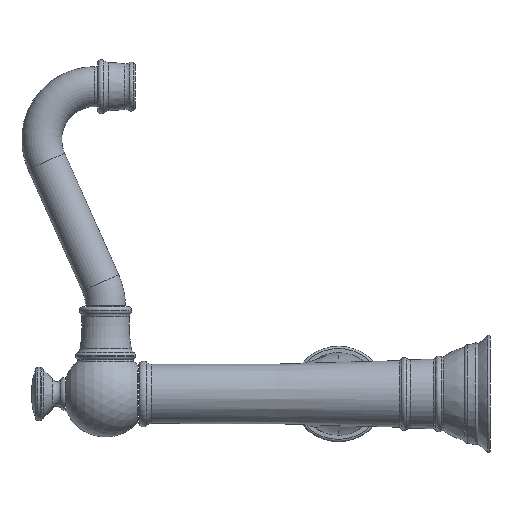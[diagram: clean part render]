
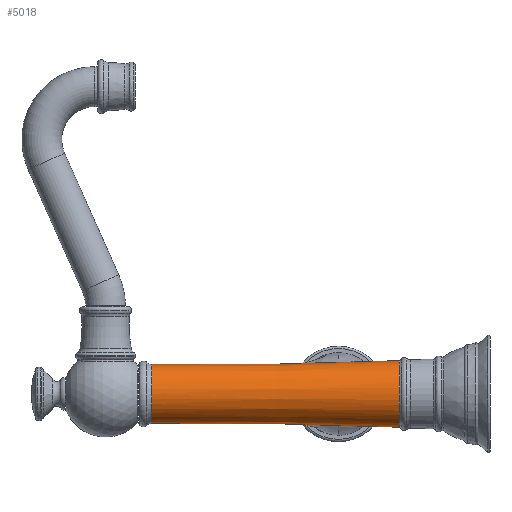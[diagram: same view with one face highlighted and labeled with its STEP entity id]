
A CAD part, left-side view. The second image highlights one B-rep face of the part: STEP entity #5018.
In plain terms, the highlighted face is a revolution surface.
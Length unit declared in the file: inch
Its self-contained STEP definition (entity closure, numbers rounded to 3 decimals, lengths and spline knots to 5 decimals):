
#1496=CARTESIAN_POINT('',(0.,7.37265,0.));
#1497=DIRECTION('',(0.,1.,0.));
#1498=DIRECTION('',(0.,0.,-1.));
#1499=AXIS2_PLACEMENT_3D('',#1496,#1497,#1498);
#1504=CARTESIAN_POINT('',(0.,1.97618,
0.72517));
#1505=CARTESIAN_POINT('',(0.,2.2454,
0.71405));
#1506=CARTESIAN_POINT('',(0.,4.04325,
0.64689));
#1507=CARTESIAN_POINT('',(0.,5.84224,
0.62727));
#1508=CARTESIAN_POINT('',(0.,7.37265,
0.64494));
#1513=CARTESIAN_POINT('',(0.,1.97618,0.));
#1514=DIRECTION('',(0.,-1.,0.));
#1515=DIRECTION('',(0.,0.,1.));
#1516=AXIS2_PLACEMENT_3D('',#1513,#1514,#1515);
#1521=CARTESIAN_POINT('',(0.,1.97618,
-0.72517));
#1522=CARTESIAN_POINT('',(0.,2.2454,
-0.71405));
#1523=CARTESIAN_POINT('',(0.,4.04325,
-0.64689));
#1524=CARTESIAN_POINT('',(0.,5.84224,
-0.62727));
#1525=CARTESIAN_POINT('',(0.,7.37265,
-0.64494));
#2732=CARTESIAN_POINT('',(0.,1.97618,
-0.72517));
#2733=CARTESIAN_POINT('',(0.,1.97618,
0.72517));
#2734=VERTEX_POINT('',#2732);
#2735=VERTEX_POINT('',#2733);
#2771=CARTESIAN_POINT('',(0.,7.37265,
-0.64494));
#2772=CARTESIAN_POINT('',(0.,7.37265,
0.64494));
#2773=VERTEX_POINT('',#2771);
#2774=VERTEX_POINT('',#2772);
#5000=CARTESIAN_POINT('',(0.,7.42662,-0.64558));
#5001=CARTESIAN_POINT('',(0.,5.87821,-0.62688));
#5002=CARTESIAN_POINT('',(0.,4.04972,-0.64635));
#5003=CARTESIAN_POINT('',(0.,2.21592,-0.71515));
#5004=CARTESIAN_POINT('',(0.,1.92873,-0.72714));
#5005=CARTESIAN_POINT('',(0.,1.92225,-0.72741));
#5007=CARTESIAN_POINT('',(0.,8.03565,0.));
#5008=DIRECTION('',(0.,-1.,0.));
#5009=AXIS1_PLACEMENT('',#5007,#5008);
#5010=SURFACE_OF_REVOLUTION('',#5006,#5009);
#5011=ORIENTED_EDGE('',*,*,#4991,.T.);
#5012=ORIENTED_EDGE('',*,*,#4955,.F.);
#5014=ORIENTED_EDGE('',*,*,#5013,.T.);
#5015=ORIENTED_EDGE('',*,*,#4951,.T.);
#5016=EDGE_LOOP('',(#5011,#5012,#5014,#5015));
#5017=FACE_OUTER_BOUND('',#5016,.F.);
#1500=CIRCLE('',#1499,0.64494);
#1509=B_SPLINE_CURVE_WITH_KNOTS('',3,(#1504,#1505,#1506,#1507,#1508),
.UNSPECIFIED.,.F.,.F.,(4,1,4),(0.,0.14976,1.),.UNSPECIFIED.);
#1517=CIRCLE('',#1516,0.72517);
#1526=B_SPLINE_CURVE_WITH_KNOTS('',3,(#1521,#1522,#1523,#1524,#1525),
.UNSPECIFIED.,.F.,.F.,(4,1,4),(0.,0.14976,1.),.UNSPECIFIED.);
#4951=EDGE_CURVE('',#2734,#2773,#1526,.T.);
#4955=EDGE_CURVE('',#2735,#2774,#1509,.T.);
#4991=EDGE_CURVE('',#2773,#2774,#1500,.T.);
#5006=B_SPLINE_CURVE_WITH_KNOTS('',3,(#5000,#5001,#5002,#5003,#5004,#5005),
.UNSPECIFIED.,.F.,.F.,(4,1,1,4),(0.,0.84338,0.99646,1.),
.UNSPECIFIED.);
#5013=EDGE_CURVE('',#2735,#2734,#1517,.T.);
#5018=ADVANCED_FACE('',(#5017),#5010,.T.);
